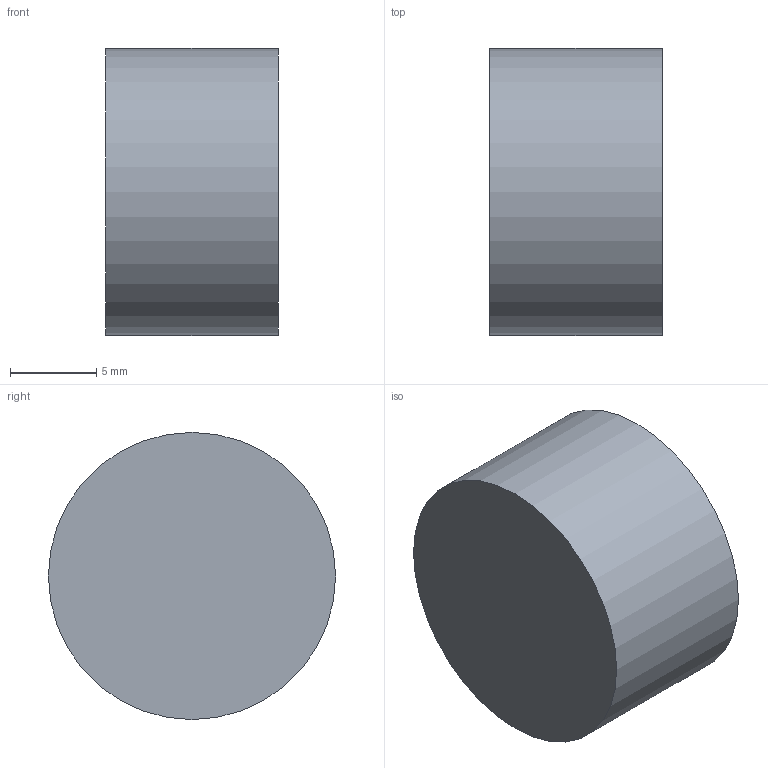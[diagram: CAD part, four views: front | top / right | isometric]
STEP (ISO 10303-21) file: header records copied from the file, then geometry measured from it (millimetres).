
FILE_DESCRIPTION(/* description */ (''),/* implementation_level */ '2;1');
FILE_NAME(/* name */ 'vs_38_k_es-la.stp',/* time_stamp */ '2017-10-11T13:42:16+02:00',/* author */ ('leitheußer'),/* organization */ (''),/* preprocessor_version */ 'ST-DEVELOPER v15.6',/* originating_system */ 'Autodesk Inventor LT ',/* authorisation */ '');
FILE_SCHEMA (('AUTOMOTIVE_DESIGN { 1 0 10303 214 3 1 1 }'));
Length unit declared in the file: millimetre
Products named in the file (1): VS 38 K ES
Bounding box: 10 x 16.66 x 16.66 mm (x, y, z)
Volume: 1770.9 mm3; surface area: 1143.5 mm2
Topology: 1 solids, 1 shells, 23 faces, 60 edges, 40 vertices
Faces by surface type: plane 9, cone 7, cylinder 7
Full cylindrical faces by diameter (mm): 16.662 x1
Entity records: 696 total; most frequent: CARTESIAN_POINT 156, ORIENTED_EDGE 114, DIRECTION 102, EDGE_CURVE 57, VERTEX_POINT 39, AXIS2_PLACEMENT_3D 39, EDGE_LOOP 26, LINE 24
